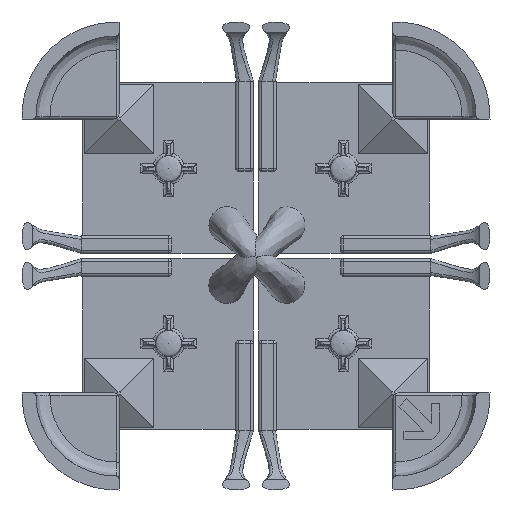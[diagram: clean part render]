
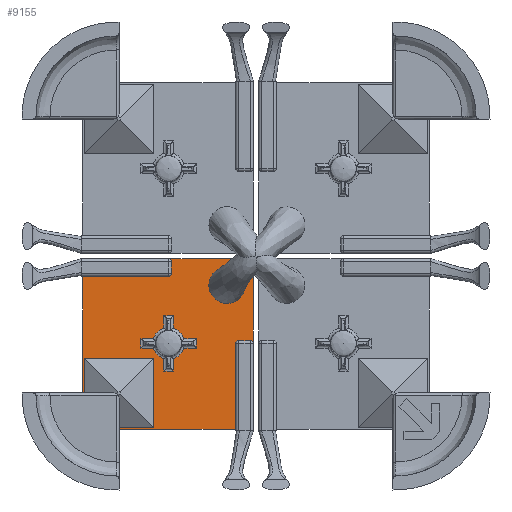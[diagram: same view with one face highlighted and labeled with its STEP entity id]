
A CAD part, front view. The second image highlights one B-rep face of the part: STEP entity #9155.
In plain terms, the highlighted planar face has unit normal (0, -1, 0).
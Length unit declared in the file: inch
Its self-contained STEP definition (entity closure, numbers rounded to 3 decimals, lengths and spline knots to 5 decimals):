
#81=FACE_BOUND('',#1517,.T.);
#956=FACE_OUTER_BOUND('',#1516,.T.);
#1516=EDGE_LOOP('',(#6827,#6828,#6829,#6830,#6831));
#1517=EDGE_LOOP('',(#6832,#6833,#6834,#6835,#6836,#6837,#6838,#6839,#6840,
#6841,#6842,#6843,#6844,#6845,#6846,#6847));
#1936=CIRCLE('',#9843,0.0571);
#1939=CIRCLE('',#9855,0.0571);
#1940=CIRCLE('',#9865,0.0571);
#1942=CIRCLE('',#9877,0.0571);
#1944=CIRCLE('',#9905,0.125);
#2352=LINE('',#14187,#3111);
#2354=LINE('',#14195,#3113);
#2356=LINE('',#14241,#3115);
#2358=LINE('',#14264,#3117);
#2360=LINE('',#14270,#3119);
#2363=LINE('',#14316,#3122);
#2365=LINE('',#14324,#3124);
#2367=LINE('',#14330,#3126);
#2369=LINE('',#14358,#3128);
#2370=LINE('',#14363,#3129);
#2373=LINE('',#14371,#3132);
#2375=LINE('',#14377,#3134);
#2387=LINE('',#14419,#3146);
#2388=LINE('',#14421,#3147);
#2389=LINE('',#14423,#3148);
#2390=LINE('',#14426,#3149);
#3111=VECTOR('',#11267,0.04452);
#3113=VECTOR('',#11275,0.03439);
#3115=VECTOR('',#11291,0.04452);
#3117=VECTOR('',#11299,0.03439);
#3119=VECTOR('',#11305,0.04452);
#3122=VECTOR('',#11322,0.04452);
#3124=VECTOR('',#11330,0.03439);
#3126=VECTOR('',#11338,0.04452);
#3128=VECTOR('',#11352,0.04452);
#3129=VECTOR('',#11359,0.04452);
#3132=VECTOR('',#11366,0.03439);
#3134=VECTOR('',#11374,0.04452);
#3146=VECTOR('',#11416,0.61);
#3147=VECTOR('',#11417,0.61);
#3148=VECTOR('',#11418,0.485);
#3149=VECTOR('',#11421,0.485);
#3888=VERTEX_POINT('',#14147);
#3889=VERTEX_POINT('',#14148);
#3894=VERTEX_POINT('',#14186);
#3897=VERTEX_POINT('',#14194);
#3902=VERTEX_POINT('',#14205);
#3903=VERTEX_POINT('',#14220);
#3905=VERTEX_POINT('',#14239);
#3906=VERTEX_POINT('',#14240);
#3910=VERTEX_POINT('',#14263);
#3912=VERTEX_POINT('',#14269);
#3915=VERTEX_POINT('',#14290);
#3920=VERTEX_POINT('',#14315);
#3923=VERTEX_POINT('',#14323);
#3925=VERTEX_POINT('',#14332);
#3930=VERTEX_POINT('',#14357);
#3934=VERTEX_POINT('',#14370);
#3949=VERTEX_POINT('',#14417);
#3950=VERTEX_POINT('',#14418);
#3951=VERTEX_POINT('',#14420);
#3952=VERTEX_POINT('',#14422);
#3953=VERTEX_POINT('',#14424);
#4921=EDGE_CURVE('',#3888,#3889,#1936,.T.);
#4927=EDGE_CURVE('',#3889,#3894,#2352,.T.);
#4931=EDGE_CURVE('',#3894,#3897,#2354,.T.);
#4937=EDGE_CURVE('',#3902,#3903,#1939,.T.);
#4940=EDGE_CURVE('',#3905,#3906,#2356,.T.);
#4945=EDGE_CURVE('',#3906,#3910,#2358,.T.);
#4948=EDGE_CURVE('',#3910,#3912,#2360,.T.);
#4952=EDGE_CURVE('',#3912,#3915,#1940,.T.);
#4958=EDGE_CURVE('',#3915,#3920,#2363,.T.);
#4962=EDGE_CURVE('',#3920,#3923,#2365,.T.);
#4966=EDGE_CURVE('',#3923,#3902,#2367,.T.);
#4967=EDGE_CURVE('',#3925,#3905,#1942,.T.);
#4973=EDGE_CURVE('',#3903,#3930,#2369,.T.);
#4976=EDGE_CURVE('',#3897,#3925,#2370,.T.);
#4980=EDGE_CURVE('',#3930,#3934,#2373,.T.);
#4984=EDGE_CURVE('',#3934,#3888,#2375,.T.);
#5004=EDGE_CURVE('',#3949,#3950,#2387,.T.);
#5005=EDGE_CURVE('',#3950,#3951,#2388,.T.);
#5006=EDGE_CURVE('',#3951,#3952,#2389,.T.);
#5007=EDGE_CURVE('',#3952,#3953,#1944,.T.);
#5008=EDGE_CURVE('',#3953,#3949,#2390,.T.);
#6827=ORIENTED_EDGE('',*,*,#5004,.T.);
#6828=ORIENTED_EDGE('',*,*,#5005,.T.);
#6829=ORIENTED_EDGE('',*,*,#5006,.T.);
#6830=ORIENTED_EDGE('',*,*,#5007,.T.);
#6831=ORIENTED_EDGE('',*,*,#5008,.T.);
#6832=ORIENTED_EDGE('',*,*,#4940,.F.);
#6833=ORIENTED_EDGE('',*,*,#4967,.F.);
#6834=ORIENTED_EDGE('',*,*,#4976,.F.);
#6835=ORIENTED_EDGE('',*,*,#4931,.F.);
#6836=ORIENTED_EDGE('',*,*,#4927,.F.);
#6837=ORIENTED_EDGE('',*,*,#4921,.F.);
#6838=ORIENTED_EDGE('',*,*,#4984,.F.);
#6839=ORIENTED_EDGE('',*,*,#4980,.F.);
#6840=ORIENTED_EDGE('',*,*,#4973,.F.);
#6841=ORIENTED_EDGE('',*,*,#4937,.F.);
#6842=ORIENTED_EDGE('',*,*,#4966,.F.);
#6843=ORIENTED_EDGE('',*,*,#4962,.F.);
#6844=ORIENTED_EDGE('',*,*,#4958,.F.);
#6845=ORIENTED_EDGE('',*,*,#4952,.F.);
#6846=ORIENTED_EDGE('',*,*,#4948,.F.);
#6847=ORIENTED_EDGE('',*,*,#4945,.F.);
#8797=PLANE('',#9904);
#9155=ADVANCED_FACE('',(#956,#81),#8797,.F.);
#9843=AXIS2_PLACEMENT_3D('',#14149,#11257,#11258);
#9855=AXIS2_PLACEMENT_3D('',#14221,#11285,#11286);
#9865=AXIS2_PLACEMENT_3D('',#14291,#11311,#11312);
#9877=AXIS2_PLACEMENT_3D('',#14333,#11341,#11342);
#9904=AXIS2_PLACEMENT_3D('',#14416,#11414,#11415);
#9905=AXIS2_PLACEMENT_3D('',#14425,#11419,#11420);
#11257=DIRECTION('center_axis',(0.,-1.,0.));
#11258=DIRECTION('ref_axis',(-0.707,0.,-0.707));
#11267=DIRECTION('',(0.,0.,-1.));
#11275=DIRECTION('',(1.,0.,0.));
#11285=DIRECTION('center_axis',(0.,-1.,0.));
#11286=DIRECTION('ref_axis',(-0.707,0.,0.707));
#11291=DIRECTION('',(1.,0.,0.));
#11299=DIRECTION('',(0.,0.,1.));
#11305=DIRECTION('',(-1.,0.,0.));
#11311=DIRECTION('center_axis',(0.,-1.,0.));
#11312=DIRECTION('ref_axis',(0.707,0.,0.707));
#11322=DIRECTION('',(0.,0.,1.));
#11330=DIRECTION('',(-1.,0.,0.));
#11338=DIRECTION('',(0.,0.,-1.));
#11341=DIRECTION('center_axis',(0.,-1.,0.));
#11342=DIRECTION('ref_axis',(0.707,0.,-0.707));
#11352=DIRECTION('',(-1.,0.,0.));
#11359=DIRECTION('',(0.,0.,1.));
#11366=DIRECTION('',(0.,0.,-1.));
#11374=DIRECTION('',(1.,0.,0.));
#11414=DIRECTION('center_axis',(0.,1.,0.));
#11415=DIRECTION('ref_axis',(0.,0.,-1.));
#11416=DIRECTION('',(0.,0.,1.));
#11417=DIRECTION('',(-1.,0.,0.));
#11418=DIRECTION('',(0.,0.,-1.));
#11419=DIRECTION('center_axis',(0.,-1.,0.));
#11420=DIRECTION('ref_axis',(0.,0.,-1.));
#11421=DIRECTION('',(1.,0.,0.));
#14147=CARTESIAN_POINT('',(-0.36695,0.4,-0.32969));
#14148=CARTESIAN_POINT('',(-0.32969,0.4,-0.36695));
#14149=CARTESIAN_POINT('Origin',(-0.3125,0.4,-0.3125));
#14186=CARTESIAN_POINT('',(-0.32969,0.4,-0.41147));
#14187=CARTESIAN_POINT('',(-0.32969,0.4,-0.30729));
#14194=CARTESIAN_POINT('',(-0.29531,0.4,-0.41147));
#14195=CARTESIAN_POINT('',(-0.29802,0.4,-0.41147));
#14205=CARTESIAN_POINT('',(-0.32969,0.4,-0.25805));
#14220=CARTESIAN_POINT('',(-0.36695,0.4,-0.29531));
#14221=CARTESIAN_POINT('Origin',(-0.3125,0.4,-0.3125));
#14239=CARTESIAN_POINT('',(-0.25805,0.4,-0.32969));
#14240=CARTESIAN_POINT('',(-0.21353,0.4,-0.32969));
#14241=CARTESIAN_POINT('',(-0.30729,0.4,-0.32969));
#14263=CARTESIAN_POINT('',(-0.21353,0.4,-0.29531));
#14264=CARTESIAN_POINT('',(-0.21353,0.4,-0.29802));
#14269=CARTESIAN_POINT('',(-0.25805,0.4,-0.29531));
#14270=CARTESIAN_POINT('',(-0.30729,0.4,-0.29531));
#14290=CARTESIAN_POINT('',(-0.29531,0.4,-0.25805));
#14291=CARTESIAN_POINT('Origin',(-0.3125,0.4,-0.3125));
#14315=CARTESIAN_POINT('',(-0.29531,0.4,-0.21353));
#14316=CARTESIAN_POINT('',(-0.29531,0.4,-0.30729));
#14323=CARTESIAN_POINT('',(-0.32969,0.4,-0.21353));
#14324=CARTESIAN_POINT('',(-0.31655,0.4,-0.21353));
#14330=CARTESIAN_POINT('',(-0.32969,0.4,-0.30729));
#14332=CARTESIAN_POINT('',(-0.29531,0.4,-0.36695));
#14333=CARTESIAN_POINT('Origin',(-0.3125,0.4,-0.3125));
#14357=CARTESIAN_POINT('',(-0.41147,0.4,-0.29531));
#14358=CARTESIAN_POINT('',(-0.30729,0.4,-0.29531));
#14363=CARTESIAN_POINT('',(-0.29531,0.4,-0.30729));
#14370=CARTESIAN_POINT('',(-0.41147,0.4,-0.32969));
#14371=CARTESIAN_POINT('',(-0.41147,0.4,-0.31655));
#14377=CARTESIAN_POINT('',(-0.30729,0.4,-0.32969));
#14416=CARTESIAN_POINT('Origin',(-0.30207,0.4,-0.30207));
#14417=CARTESIAN_POINT('',(-0.01,0.4,-0.62));
#14418=CARTESIAN_POINT('',(-0.01,0.4,-0.01));
#14419=CARTESIAN_POINT('',(-0.01,0.4,-0.01));
#14420=CARTESIAN_POINT('',(-0.62,0.4,-0.01));
#14421=CARTESIAN_POINT('',(-0.62,0.4,-0.01));
#14422=CARTESIAN_POINT('',(-0.62,0.4,-0.495));
#14423=CARTESIAN_POINT('',(-0.62,0.4,-0.495));
#14424=CARTESIAN_POINT('',(-0.495,0.4,-0.62));
#14425=CARTESIAN_POINT('Origin',(-0.495,0.4,-0.495));
#14426=CARTESIAN_POINT('',(-0.01,0.4,-0.62));
